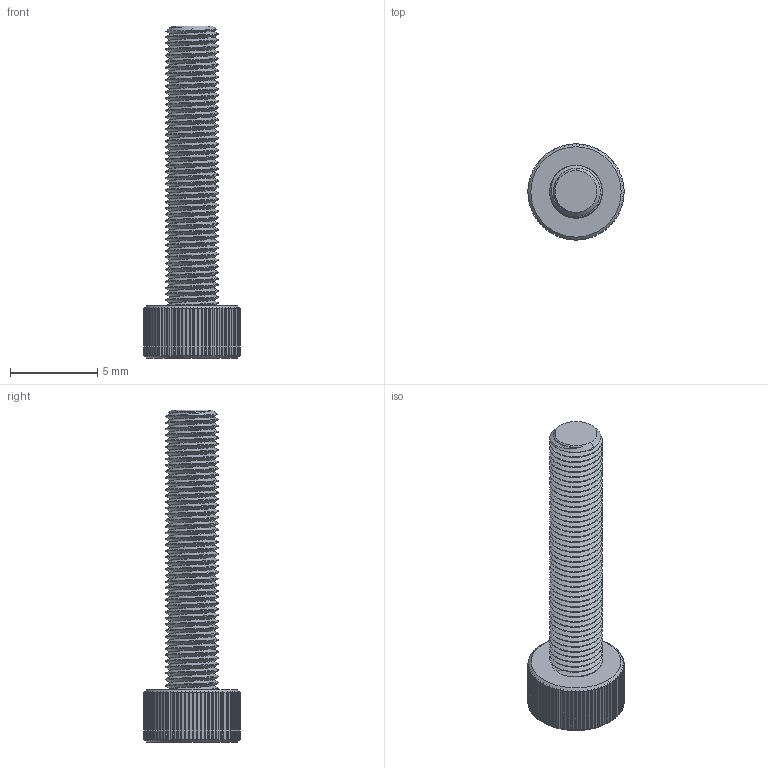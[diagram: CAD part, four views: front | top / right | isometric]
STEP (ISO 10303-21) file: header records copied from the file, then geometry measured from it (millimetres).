
FILE_DESCRIPTION (( 'STEP AP203' ), '1' );
FILE_NAME ('90751A114_18-8 Stainless Steel Socket Head Screws.STEP', '2021-08-11T19:49:57', ( 'Administrator' ), ( 'Managed by Terraform' ), 'SwSTEP 2.0', 'SolidWorks 2017', '' );
FILE_SCHEMA (( 'CONFIG_CONTROL_DESIGN' ));
Length unit declared in the file: millimetre
Products named in the file (1): 90751A114_18-8 Stainless Steel Socket Head Screws
Bounding box: 5.5 x 5.5 x 19 mm (x, y, z)
Volume: 156.5 mm3; surface area: 362.6 mm2
Topology: 1 solids, 1 shells, 342 faces, 998 edges, 660 vertices
Faces by surface type: cylinder 167, plane 160, cone 12, bspline 3
Entity records: 20869 total; most frequent: CARTESIAN_POINT 12578, ORIENTED_EDGE 1996, DIRECTION 1346, EDGE_CURVE 998, VERTEX_POINT 660, AXIS2_PLACEMENT_3D 506, B_SPLINE_CURVE_WITH_KNOTS 498, EDGE_LOOP 344
